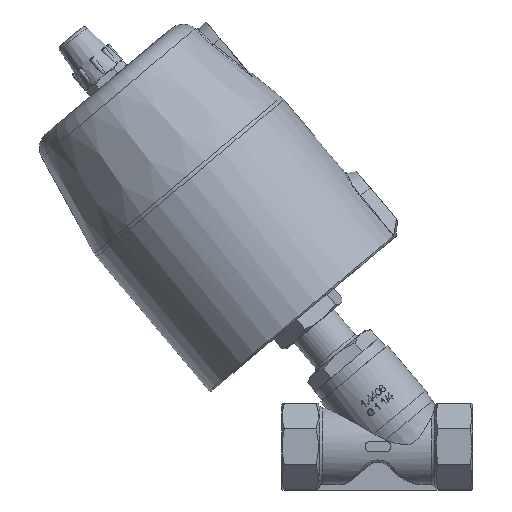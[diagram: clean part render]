
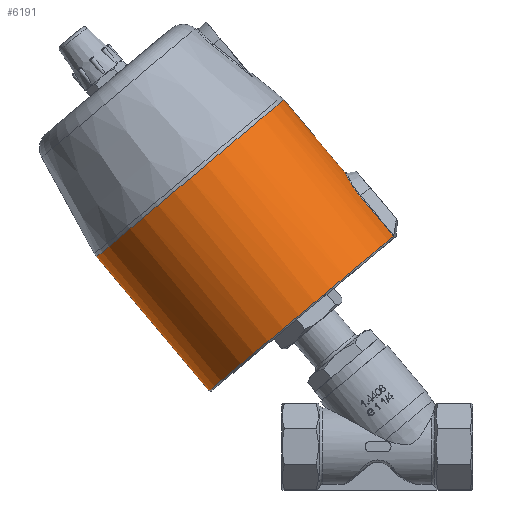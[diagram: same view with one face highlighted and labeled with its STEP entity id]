
A CAD part, left-side view. The second image highlights one B-rep face of the part: STEP entity #6191.
In plain terms, the highlighted cylindrical face has radius 70.5 mm (diameter 141 mm), a full revolution.
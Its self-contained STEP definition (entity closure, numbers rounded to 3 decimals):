
#293=LINE('',#9178,#642);
#300=LINE('',#9333,#649);
#642=VECTOR('',#7288,30.);
#649=VECTOR('',#7317,30.);
#965=CYLINDRICAL_SURFACE('',#6638,70.5);
#1054=B_SPLINE_CURVE_WITH_KNOTS('',3,(#9334,#9335,#9336,#9337,#9338,#9339,
#9340,#9341,#9342,#9343),.UNSPECIFIED.,.F.,.F.,(4,1,1,1,1,1,1,4),(-5.302,
-4.544,-3.787,-3.03,-2.272,
-1.515,-0.757,0.),.UNSPECIFIED.);
#1372=FACE_BOUND('',#1873,.T.);
#1486=FACE_OUTER_BOUND('',#1872,.T.);
#1872=EDGE_LOOP('',(#4395,#4396,#4397,#4398));
#1873=EDGE_LOOP('',(#4399));
#2264=CIRCLE('',#6625,70.5);
#2269=CIRCLE('',#6637,70.5);
#2508=VERTEX_POINT('',#9145);
#2509=VERTEX_POINT('',#9146);
#2513=VERTEX_POINT('',#9177);
#2521=VERTEX_POINT('',#9329);
#2522=VERTEX_POINT('',#9332);
#3211=EDGE_CURVE('',#2508,#2509,#2264,.T.);
#3218=EDGE_CURVE('',#2508,#2513,#293,.T.);
#3234=EDGE_CURVE('',#2521,#2521,#2269,.T.);
#3235=EDGE_CURVE('',#2522,#2509,#300,.T.);
#3236=EDGE_CURVE('',#2513,#2522,#1054,.T.);
#4395=ORIENTED_EDGE('',*,*,#3211,.T.);
#4396=ORIENTED_EDGE('',*,*,#3235,.F.);
#4397=ORIENTED_EDGE('',*,*,#3236,.F.);
#4398=ORIENTED_EDGE('',*,*,#3218,.F.);
#4399=ORIENTED_EDGE('',*,*,#3234,.F.);
#6191=ADVANCED_FACE('',(#1486,#1372),#965,.T.);
#6625=AXIS2_PLACEMENT_3D('',#9147,#7280,#7281);
#6637=AXIS2_PLACEMENT_3D('',#9330,#7313,#7314);
#6638=AXIS2_PLACEMENT_3D('',#9331,#7315,#7316);
#7280=DIRECTION('center_axis',(0.,0.643,0.766));
#7281=DIRECTION('ref_axis',(0.,-0.766,0.643));
#7288=DIRECTION('',(0.,0.643,0.766));
#7313=DIRECTION('center_axis',(0.,0.643,0.766));
#7314=DIRECTION('ref_axis',(0.,0.766,-0.643));
#7315=DIRECTION('center_axis',(0.,0.643,0.766));
#7316=DIRECTION('ref_axis',(0.,-0.766,0.643));
#7317=DIRECTION('',(0.,-0.643,-0.766));
#9145=CARTESIAN_POINT('',(17.265,-9.376,121.384));
#9146=CARTESIAN_POINT('',(-17.265,-9.376,121.384));
#9147=CARTESIAN_POINT('Origin',(0.,42.986,
77.447));
#9177=CARTESIAN_POINT('',(17.265,9.908,144.365));
#9178=CARTESIAN_POINT('',(17.265,22.764,159.686));
#9329=CARTESIAN_POINT('',(0.,53.838,200.059));
#9330=CARTESIAN_POINT('Origin',(0.,107.844,154.743));
#9331=CARTESIAN_POINT('Origin',(0.,75.125,
115.749));
#9332=CARTESIAN_POINT('',(-17.265,9.908,144.365));
#9333=CARTESIAN_POINT('',(-17.265,22.764,159.686));
#9334=CARTESIAN_POINT('Ctrl Pts',(17.265,9.908,144.365));
#9335=CARTESIAN_POINT('Ctrl Pts',(17.265,11.531,146.299));
#9336=CARTESIAN_POINT('Ctrl Pts',(15.961,14.504,150.384));
#9337=CARTESIAN_POINT('Ctrl Pts',(10.828,17.392,155.475));
#9338=CARTESIAN_POINT('Ctrl Pts',(3.832,18.766,158.307));
#9339=CARTESIAN_POINT('Ctrl Pts',(-3.806,18.771,158.322));
#9340=CARTESIAN_POINT('Ctrl Pts',(-10.832,17.388,155.468));
#9341=CARTESIAN_POINT('Ctrl Pts',(-15.949,14.514,150.399));
#9342=CARTESIAN_POINT('Ctrl Pts',(-17.265,11.531,146.299));
#9343=CARTESIAN_POINT('Ctrl Pts',(-17.265,9.908,144.365));
